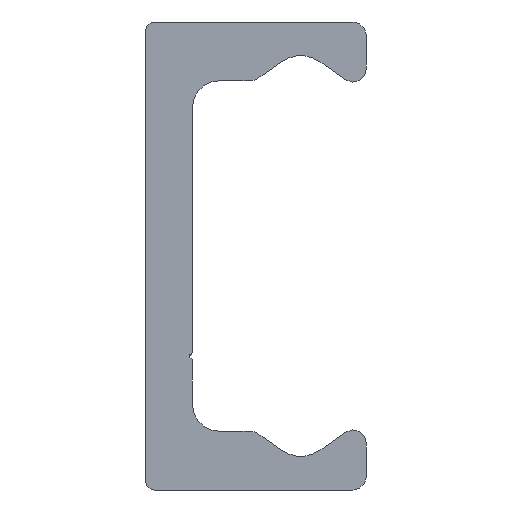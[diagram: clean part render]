
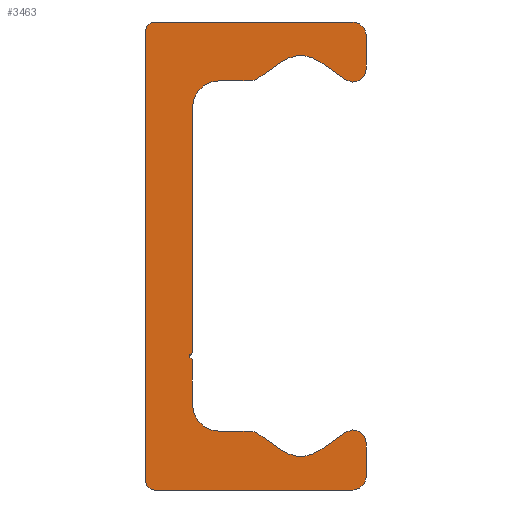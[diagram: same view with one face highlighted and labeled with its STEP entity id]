
A CAD part, left-side view. The second image highlights one B-rep face of the part: STEP entity #3463.
In plain terms, the highlighted planar face has unit normal (-1, 0, 0).
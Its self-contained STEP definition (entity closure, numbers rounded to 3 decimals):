
#2420=CARTESIAN_POINT('',(0.0,4.75,-7.25));
#2421=VERTEX_POINT('',#2420);
#2428=CARTESIAN_POINT('',(0.0,4.75,-7.75));
#2429=VERTEX_POINT('',#2428);
#2430=CARTESIAN_POINT('',(0.0,4.75,-7.5));
#2431=DIRECTION('',(-1.0,0.0,0.0));
#2432=DIRECTION('',(0.0,0.0,1.0));
#2433=AXIS2_PLACEMENT_3D('',#2430,#2431,#2432);
#2434=CIRCLE('',#2433,0.25);
#2435=EDGE_CURVE('',#2421,#2429,#2434,.T.);
#2545=CARTESIAN_POINT('',(0.0,4.75,11.1));
#2546=VERTEX_POINT('',#2545);
#2553=CARTESIAN_POINT('',(0.0,4.75,11.1));
#2554=DIRECTION('',(0.0,0.0,-1.0));
#2555=VECTOR('',#2554,18.35);
#2556=LINE('',#2553,#2555);
#2557=EDGE_CURVE('',#2546,#2421,#2556,.T.);
#2621=CARTESIAN_POINT('',(0.0,7.6,-17.5));
#2622=VERTEX_POINT('',#2621);
#2629=CARTESIAN_POINT('',(0.0,8.25,-16.85));
#2630=VERTEX_POINT('',#2629);
#2631=CARTESIAN_POINT('',(0.0,7.6,-16.85));
#2632=DIRECTION('',(1.0,0.0,0.0));
#2633=DIRECTION('',(0.0,0.0,-1.0));
#2634=AXIS2_PLACEMENT_3D('',#2631,#2632,#2633);
#2635=CIRCLE('',#2634,0.65);
#2636=EDGE_CURVE('',#2622,#2630,#2635,.T.);
#2660=CARTESIAN_POINT('',(0.0,-7.25,-17.5));
#2661=VERTEX_POINT('',#2660);
#2668=CARTESIAN_POINT('',(0.0,-7.25,-17.5));
#2669=DIRECTION('',(0.0,1.0,0.0));
#2670=VECTOR('',#2669,14.85);
#2671=LINE('',#2668,#2670);
#2672=EDGE_CURVE('',#2661,#2622,#2671,.T.);
#2692=CARTESIAN_POINT('',(0.0,-8.25,-16.5));
#2693=VERTEX_POINT('',#2692);
#2700=CARTESIAN_POINT('',(0.0,-7.25,-16.5));
#2701=DIRECTION('',(1.0,0.0,0.0));
#2702=DIRECTION('',(0.0,-1.0,0.0));
#2703=AXIS2_PLACEMENT_3D('',#2700,#2701,#2702);
#2704=CIRCLE('',#2703,1.0);
#2705=EDGE_CURVE('',#2693,#2661,#2704,.T.);
#2724=CARTESIAN_POINT('',(0.0,-8.25,-13.98));
#2725=VERTEX_POINT('',#2724);
#2732=CARTESIAN_POINT('',(0.0,-8.25,-13.98));
#2733=DIRECTION('',(0.0,0.0,-1.0));
#2734=VECTOR('',#2733,2.52);
#2735=LINE('',#2732,#2734);
#2736=EDGE_CURVE('',#2725,#2693,#2735,.T.);
#2756=CARTESIAN_POINT('',(0.0,-6.708,-13.177));
#2757=VERTEX_POINT('',#2756);
#2764=CARTESIAN_POINT('',(0.0,-7.27,-13.98));
#2765=DIRECTION('',(1.0,0.0,0.0));
#2766=DIRECTION('',(0.0,0.574,0.819));
#2767=AXIS2_PLACEMENT_3D('',#2764,#2765,#2766);
#2768=CIRCLE('',#2767,0.98);
#2769=EDGE_CURVE('',#2757,#2725,#2768,.T.);
#2788=CARTESIAN_POINT('',(0.0,-4.784,-14.524));
#2789=VERTEX_POINT('',#2788);
#2796=CARTESIAN_POINT('',(0.0,-4.784,-14.524));
#2797=DIRECTION('',(0.0,-0.819,0.574));
#2798=VECTOR('',#2797,2.349);
#2799=LINE('',#2796,#2798);
#2800=EDGE_CURVE('',#2789,#2757,#2799,.T.);
#2820=CARTESIAN_POINT('',(0.0,-1.916,-14.524));
#2821=VERTEX_POINT('',#2820);
#2828=CARTESIAN_POINT('',(0.0,-3.35,-12.477));
#2829=DIRECTION('',(-1.0,0.0,0.0));
#2830=DIRECTION('',(0.0,0.574,0.819));
#2831=AXIS2_PLACEMENT_3D('',#2828,#2829,#2830);
#2832=CIRCLE('',#2831,2.5);
#2833=EDGE_CURVE('',#2821,#2789,#2832,.T.);
#2852=CARTESIAN_POINT('',(0.0,-0.14,-13.281));
#2853=VERTEX_POINT('',#2852);
#2860=CARTESIAN_POINT('',(0.0,-0.14,-13.281));
#2861=DIRECTION('',(0.0,-0.819,-0.574));
#2862=VECTOR('',#2861,2.168);
#2863=LINE('',#2860,#2862);
#2864=EDGE_CURVE('',#2853,#2821,#2863,.T.);
#2884=CARTESIAN_POINT('',(0.0,0.433,-13.1));
#2885=VERTEX_POINT('',#2884);
#2892=CARTESIAN_POINT('',(0.0,0.433,-14.1));
#2893=DIRECTION('',(1.0,0.0,0.0));
#2894=DIRECTION('',(0.0,0.0,1.0));
#2895=AXIS2_PLACEMENT_3D('',#2892,#2893,#2894);
#2896=CIRCLE('',#2895,1.);
#2897=EDGE_CURVE('',#2885,#2853,#2896,.T.);
#2916=CARTESIAN_POINT('',(0.0,2.75,-13.1));
#2917=VERTEX_POINT('',#2916);
#2924=CARTESIAN_POINT('',(0.0,2.75,-13.1));
#2925=DIRECTION('',(0.0,-1.0,0.0));
#2926=VECTOR('',#2925,2.317);
#2927=LINE('',#2924,#2926);
#2928=EDGE_CURVE('',#2917,#2885,#2927,.T.);
#2948=CARTESIAN_POINT('',(0.0,4.75,-11.1));
#2949=VERTEX_POINT('',#2948);
#2956=CARTESIAN_POINT('',(0.0,2.75,-11.1));
#2957=DIRECTION('',(-1.0,0.0,0.0));
#2958=DIRECTION('',(0.0,0.0,1.0));
#2959=AXIS2_PLACEMENT_3D('',#2956,#2957,#2958);
#2960=CIRCLE('',#2959,2.0);
#2961=EDGE_CURVE('',#2949,#2917,#2960,.T.);
#2979=CARTESIAN_POINT('',(0.0,4.75,-7.75));
#2980=DIRECTION('',(0.0,0.0,-1.0));
#2981=VECTOR('',#2980,3.35);
#2982=LINE('',#2979,#2981);
#2983=EDGE_CURVE('',#2429,#2949,#2982,.T.);
#3003=CARTESIAN_POINT('',(0.0,2.75,13.1));
#3004=VERTEX_POINT('',#3003);
#3011=CARTESIAN_POINT('',(0.0,2.75,11.1));
#3012=DIRECTION('',(-1.0,0.0,0.0));
#3013=DIRECTION('',(0.0,-1.0,0.0));
#3014=AXIS2_PLACEMENT_3D('',#3011,#3012,#3013);
#3015=CIRCLE('',#3014,2.0);
#3016=EDGE_CURVE('',#3004,#2546,#3015,.T.);
#3035=CARTESIAN_POINT('',(0.0,0.433,13.1));
#3036=VERTEX_POINT('',#3035);
#3043=CARTESIAN_POINT('',(0.0,0.433,13.1));
#3044=DIRECTION('',(0.0,1.0,0.0));
#3045=VECTOR('',#3044,2.317);
#3046=LINE('',#3043,#3045);
#3047=EDGE_CURVE('',#3036,#3004,#3046,.T.);
#3067=CARTESIAN_POINT('',(0.0,-0.14,13.281));
#3068=VERTEX_POINT('',#3067);
#3075=CARTESIAN_POINT('',(0.0,0.433,14.1));
#3076=DIRECTION('',(1.0,0.0,0.0));
#3077=DIRECTION('',(0.0,-0.574,-0.819));
#3078=AXIS2_PLACEMENT_3D('',#3075,#3076,#3077);
#3079=CIRCLE('',#3078,1.);
#3080=EDGE_CURVE('',#3068,#3036,#3079,.T.);
#3099=CARTESIAN_POINT('',(0.0,-1.916,14.524));
#3100=VERTEX_POINT('',#3099);
#3107=CARTESIAN_POINT('',(0.0,-1.916,14.524));
#3108=DIRECTION('',(0.0,0.819,-0.574));
#3109=VECTOR('',#3108,2.168);
#3110=LINE('',#3107,#3109);
#3111=EDGE_CURVE('',#3100,#3068,#3110,.T.);
#3131=CARTESIAN_POINT('',(0.0,-4.784,14.524));
#3132=VERTEX_POINT('',#3131);
#3139=CARTESIAN_POINT('',(0.0,-3.35,12.477));
#3140=DIRECTION('',(-1.0,0.0,0.0));
#3141=DIRECTION('',(0.0,-0.574,-0.819));
#3142=AXIS2_PLACEMENT_3D('',#3139,#3140,#3141);
#3143=CIRCLE('',#3142,2.5);
#3144=EDGE_CURVE('',#3132,#3100,#3143,.T.);
#3163=CARTESIAN_POINT('',(0.0,-6.708,13.177));
#3164=VERTEX_POINT('',#3163);
#3171=CARTESIAN_POINT('',(0.0,-6.708,13.177));
#3172=DIRECTION('',(0.0,0.819,0.574));
#3173=VECTOR('',#3172,2.349);
#3174=LINE('',#3171,#3173);
#3175=EDGE_CURVE('',#3164,#3132,#3174,.T.);
#3195=CARTESIAN_POINT('',(0.0,-8.25,13.98));
#3196=VERTEX_POINT('',#3195);
#3203=CARTESIAN_POINT('',(0.0,-7.27,13.98));
#3204=DIRECTION('',(1.0,0.0,0.0));
#3205=DIRECTION('',(0.0,-1.0,0.0));
#3206=AXIS2_PLACEMENT_3D('',#3203,#3204,#3205);
#3207=CIRCLE('',#3206,0.98);
#3208=EDGE_CURVE('',#3196,#3164,#3207,.T.);
#3227=CARTESIAN_POINT('',(0.0,-8.25,16.5));
#3228=VERTEX_POINT('',#3227);
#3235=CARTESIAN_POINT('',(0.0,-8.25,16.5));
#3236=DIRECTION('',(0.0,0.0,-1.0));
#3237=VECTOR('',#3236,2.52);
#3238=LINE('',#3235,#3237);
#3239=EDGE_CURVE('',#3228,#3196,#3238,.T.);
#3259=CARTESIAN_POINT('',(0.0,-7.25,17.5));
#3260=VERTEX_POINT('',#3259);
#3267=CARTESIAN_POINT('',(0.0,-7.25,16.5));
#3268=DIRECTION('',(1.0,0.0,0.0));
#3269=DIRECTION('',(0.0,0.0,1.0));
#3270=AXIS2_PLACEMENT_3D('',#3267,#3268,#3269);
#3271=CIRCLE('',#3270,1.0);
#3272=EDGE_CURVE('',#3260,#3228,#3271,.T.);
#3291=CARTESIAN_POINT('',(0.0,7.6,17.5));
#3292=VERTEX_POINT('',#3291);
#3299=CARTESIAN_POINT('',(0.0,7.6,17.5));
#3300=DIRECTION('',(0.0,-1.0,0.0));
#3301=VECTOR('',#3300,14.85);
#3302=LINE('',#3299,#3301);
#3303=EDGE_CURVE('',#3292,#3260,#3302,.T.);
#3323=CARTESIAN_POINT('',(0.0,8.25,16.85));
#3324=VERTEX_POINT('',#3323);
#3331=CARTESIAN_POINT('',(0.0,7.6,16.85));
#3332=DIRECTION('',(1.0,0.0,0.0));
#3333=DIRECTION('',(0.0,1.0,0.0));
#3334=AXIS2_PLACEMENT_3D('',#3331,#3332,#3333);
#3335=CIRCLE('',#3334,0.65);
#3336=EDGE_CURVE('',#3324,#3292,#3335,.T.);
#3354=CARTESIAN_POINT('',(0.0,8.25,-16.85));
#3355=DIRECTION('',(0.0,0.0,1.0));
#3356=VECTOR('',#3355,33.7);
#3357=LINE('',#3354,#3356);
#3358=EDGE_CURVE('',#2630,#3324,#3357,.T.);
#3430=CARTESIAN_POINT('',(0.0,2.258,-0.017));
#3431=DIRECTION('',(1.0,0.0,0.0));
#3432=DIRECTION('',(0.0,0.0,-1.0));
#3433=AXIS2_PLACEMENT_3D('',#3430,#3431,#3432);
#3434=PLANE('',#3433);
#3435=ORIENTED_EDGE('',*,*,#3358,.F.);
#3436=ORIENTED_EDGE('',*,*,#2636,.F.);
#3437=ORIENTED_EDGE('',*,*,#2672,.F.);
#3438=ORIENTED_EDGE('',*,*,#2705,.F.);
#3439=ORIENTED_EDGE('',*,*,#2736,.F.);
#3440=ORIENTED_EDGE('',*,*,#2769,.F.);
#3441=ORIENTED_EDGE('',*,*,#2800,.F.);
#3442=ORIENTED_EDGE('',*,*,#2833,.F.);
#3443=ORIENTED_EDGE('',*,*,#2864,.F.);
#3444=ORIENTED_EDGE('',*,*,#2897,.F.);
#3445=ORIENTED_EDGE('',*,*,#2928,.F.);
#3446=ORIENTED_EDGE('',*,*,#2961,.F.);
#3447=ORIENTED_EDGE('',*,*,#2983,.F.);
#3448=ORIENTED_EDGE('',*,*,#2435,.F.);
#3449=ORIENTED_EDGE('',*,*,#2557,.F.);
#3450=ORIENTED_EDGE('',*,*,#3016,.F.);
#3451=ORIENTED_EDGE('',*,*,#3047,.F.);
#3452=ORIENTED_EDGE('',*,*,#3080,.F.);
#3453=ORIENTED_EDGE('',*,*,#3111,.F.);
#3454=ORIENTED_EDGE('',*,*,#3144,.F.);
#3455=ORIENTED_EDGE('',*,*,#3175,.F.);
#3456=ORIENTED_EDGE('',*,*,#3208,.F.);
#3457=ORIENTED_EDGE('',*,*,#3239,.F.);
#3458=ORIENTED_EDGE('',*,*,#3272,.F.);
#3459=ORIENTED_EDGE('',*,*,#3303,.F.);
#3460=ORIENTED_EDGE('',*,*,#3336,.F.);
#3461=EDGE_LOOP('',(#3435,#3436,#3437,#3438,#3439,#3440,#3441,#3442,#3443,#3444,#3445,#3446,#3447,#3448,#3449,#3450,#3451,#3452,#3453,#3454,#3455,#3456,#3457,#3458,#3459,#3460));
#3462=FACE_OUTER_BOUND('',#3461,.T.);
#3463=ADVANCED_FACE('',(#3462),#3434,.F.);
